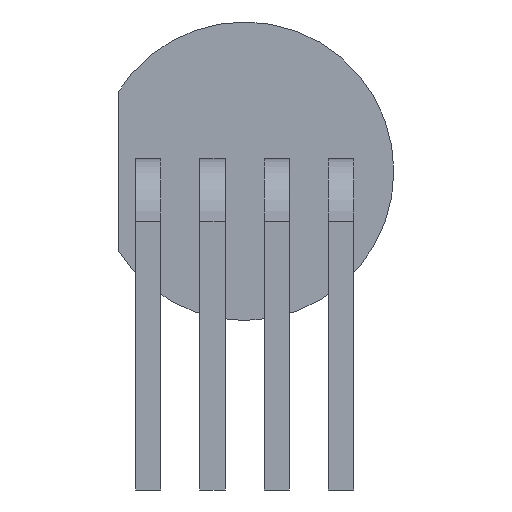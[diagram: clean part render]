
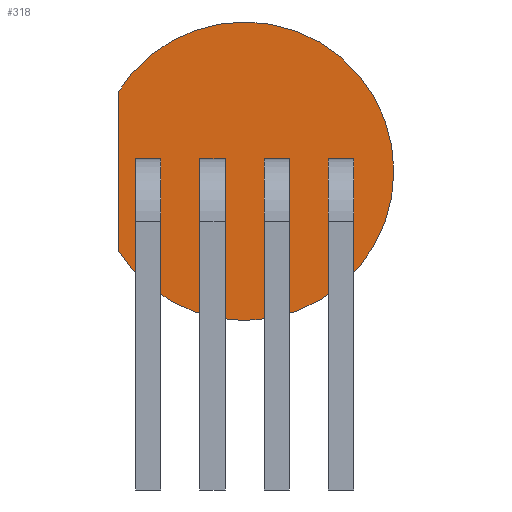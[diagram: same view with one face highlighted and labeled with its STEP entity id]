
A CAD part, front view. The second image highlights one B-rep face of the part: STEP entity #318.
In plain terms, the highlighted planar face has unit normal (0, -1, 0).
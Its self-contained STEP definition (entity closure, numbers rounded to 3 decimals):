
#3 = CARTESIAN_POINT ( 'NONE',  ( 1.905, 0., 0. ) ) ;
#42 = VECTOR ( 'NONE', #1460, 1000. ) ;
#153 = EDGE_CURVE ( 'NONE', #454, #828, #1481, .T. ) ;
#191 = VERTEX_POINT ( 'NONE', #479 ) ;
#210 = ORIENTED_EDGE ( 'NONE', *, *, #1206, .F. ) ;
#214 = CARTESIAN_POINT ( 'NONE',  ( 1.905, 0., 0. ) ) ;
#270 = PLANE ( 'NONE',  #396 ) ;
#318 = ADVANCED_FACE ( 'NONE', ( #1377 ), #270, .F. ) ;
#358 = EDGE_CURVE ( 'NONE', #828, #1067, #815, .T. ) ;
#396 = AXIS2_PLACEMENT_3D ( 'NONE', #3, #676, #1635 ) ;
#424 = DIRECTION ( 'NONE',  ( 0., 0., 1. ) ) ;
#454 = VERTEX_POINT ( 'NONE', #1512 ) ;
#479 = CARTESIAN_POINT ( 'NONE',  ( -0.595, 0., -1.566 ) ) ;
#486 = CARTESIAN_POINT ( 'NONE',  ( 1.905, 0., 0. ) ) ;
#540 = CARTESIAN_POINT ( 'NONE',  ( 1.905, 0., -2.95 ) ) ;
#607 = DIRECTION ( 'NONE',  ( 0., 1., 0. ) ) ;
#676 = DIRECTION ( 'NONE',  ( 0., 1., 0. ) ) ;
#738 = EDGE_LOOP ( 'NONE', ( #878, #1148, #210, #838 ) ) ;
#765 = DIRECTION ( 'NONE',  ( 0., 0., 1. ) ) ;
#768 = EDGE_CURVE ( 'NONE', #454, #191, #1478, .T. ) ;
#815 = CIRCLE ( 'NONE', #1560, 2.95 ) ;
#828 = VERTEX_POINT ( 'NONE', #1340 ) ;
#838 = ORIENTED_EDGE ( 'NONE', *, *, #358, .F. ) ;
#878 = ORIENTED_EDGE ( 'NONE', *, *, #153, .F. ) ;
#987 = DIRECTION ( 'NONE',  ( 0., 1., 0. ) ) ;
#1067 = VERTEX_POINT ( 'NONE', #540 ) ;
#1076 = AXIS2_PLACEMENT_3D ( 'NONE', #214, #987, #1693 ) ;
#1087 = DIRECTION ( 'NONE',  ( 0., 1., 0. ) ) ;
#1148 = ORIENTED_EDGE ( 'NONE', *, *, #768, .T. ) ;
#1206 = EDGE_CURVE ( 'NONE', #1067, #191, #1402, .T. ) ;
#1327 = CARTESIAN_POINT ( 'NONE',  ( -0.595, 0., 0. ) ) ;
#1340 = CARTESIAN_POINT ( 'NONE',  ( 1.905, 0., 2.95 ) ) ;
#1353 = CARTESIAN_POINT ( 'NONE',  ( 1.905, 0., 0. ) ) ;
#1374 = AXIS2_PLACEMENT_3D ( 'NONE', #486, #607, #765 ) ;
#1377 = FACE_OUTER_BOUND ( 'NONE', #738, .T. ) ;
#1402 = CIRCLE ( 'NONE', #1076, 2.95 ) ;
#1460 = DIRECTION ( 'NONE',  ( 0., 0., -1. ) ) ;
#1478 = LINE ( 'NONE', #1327, #42 ) ;
#1481 = CIRCLE ( 'NONE', #1374, 2.95 ) ;
#1512 = CARTESIAN_POINT ( 'NONE',  ( -0.595, 0., 1.566 ) ) ;
#1560 = AXIS2_PLACEMENT_3D ( 'NONE', #1353, #1087, #424 ) ;
#1635 = DIRECTION ( 'NONE',  ( 0., 0., 1. ) ) ;
#1693 = DIRECTION ( 'NONE',  ( 0., 0., 1. ) ) ;
